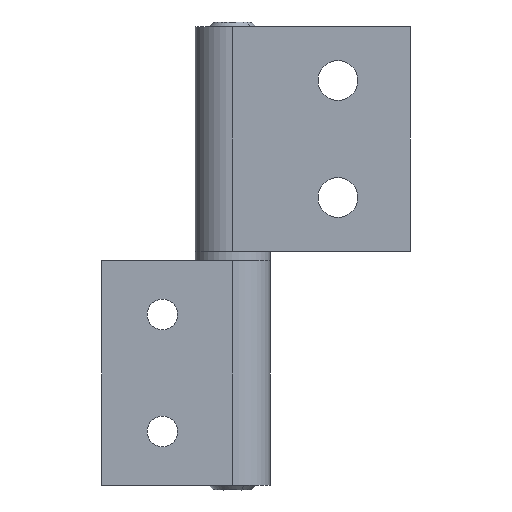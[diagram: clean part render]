
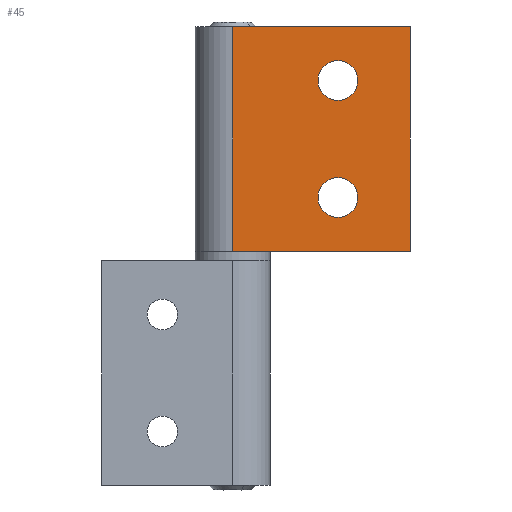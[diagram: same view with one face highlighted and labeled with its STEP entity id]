
A CAD part, front view. The second image highlights one B-rep face of the part: STEP entity #45.
In plain terms, the highlighted planar face has unit normal (0, -1, 0).
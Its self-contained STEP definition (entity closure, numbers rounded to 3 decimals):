
#45 = ADVANCED_FACE ( 'NONE', ( #641, #622, #614 ), #1207, .F. ) ;
#106 = VERTEX_POINT ( 'NONE', #1264 ) ;
#107 = VERTEX_POINT ( 'NONE', #1181 ) ;
#108 = VERTEX_POINT ( 'NONE', #1263 ) ;
#114 = VERTEX_POINT ( 'NONE', #981 ) ;
#190 = VERTEX_POINT ( 'NONE', #1025 ) ;
#192 = VERTEX_POINT ( 'NONE', #1184 ) ;
#226 = EDGE_LOOP ( 'NONE', ( #545, #623 ) ) ;
#235 = EDGE_LOOP ( 'NONE', ( #544, #655, #708, #660 ) ) ;
#278 = EDGE_LOOP ( 'NONE', ( #542, #543 ) ) ;
#301 = VERTEX_POINT ( 'NONE', #1239 ) ;
#343 = VERTEX_POINT ( 'NONE', #1131 ) ;
#362 = LINE ( 'NONE', #711, #365 ) ;
#365 = VECTOR ( 'NONE', #710, 1000. ) ;
#369 = CIRCLE ( 'NONE', #1308, 4.25 ) ;
#374 = VECTOR ( 'NONE', #799, 1000. ) ;
#376 = LINE ( 'NONE', #727, #508 ) ;
#466 = CIRCLE ( 'NONE', #1293, 4.25 ) ;
#503 = VECTOR ( 'NONE', #1004, 1000. ) ;
#508 = VECTOR ( 'NONE', #734, 1000. ) ;
#510 = LINE ( 'NONE', #793, #374 ) ;
#529 = CIRCLE ( 'NONE', #1317, 4.25 ) ;
#542 = ORIENTED_EDGE ( 'NONE', *, *, #1449, .T. ) ;
#543 = ORIENTED_EDGE ( 'NONE', *, *, #1493, .T. ) ;
#544 = ORIENTED_EDGE ( 'NONE', *, *, #1452, .T. ) ;
#545 = ORIENTED_EDGE ( 'NONE', *, *, #1406, .T. ) ;
#546 = LINE ( 'NONE', #994, #503 ) ;
#558 = CIRCLE ( 'NONE', #1339, 4.25 ) ;
#614 = FACE_OUTER_BOUND ( 'NONE', #235, .T. ) ;
#622 = FACE_BOUND ( 'NONE', #226, .T. ) ;
#623 = ORIENTED_EDGE ( 'NONE', *, *, #1472, .T. ) ;
#641 = FACE_BOUND ( 'NONE', #278, .T. ) ;
#655 = ORIENTED_EDGE ( 'NONE', *, *, #1461, .F. ) ;
#660 = ORIENTED_EDGE ( 'NONE', *, *, #1467, .T. ) ;
#708 = ORIENTED_EDGE ( 'NONE', *, *, #1428, .F. ) ;
#710 = DIRECTION ( 'NONE',  ( 0., 0., -1. ) ) ;
#711 = CARTESIAN_POINT ( 'NONE',  ( 8.333, -2.805, 74. ) ) ;
#725 = CARTESIAN_POINT ( 'NONE',  ( 30.833, -2.805, 37.5 ) ) ;
#727 = CARTESIAN_POINT ( 'NONE',  ( 46.333, -2.805, 74. ) ) ;
#734 = DIRECTION ( 'NONE',  ( 0., 0., -1. ) ) ;
#793 = CARTESIAN_POINT ( 'NONE',  ( 8.333, -2.805, 26. ) ) ;
#799 = DIRECTION ( 'NONE',  ( 1., 0., 0. ) ) ;
#802 = DIRECTION ( 'NONE',  ( 0., 0., 1. ) ) ;
#803 = DIRECTION ( 'NONE',  ( 0., 1., 0. ) ) ;
#814 = CARTESIAN_POINT ( 'NONE',  ( 30.833, -2.805, 62.5 ) ) ;
#876 = DIRECTION ( 'NONE',  ( 0., 0., 1. ) ) ;
#877 = DIRECTION ( 'NONE',  ( 0., 1., 0. ) ) ;
#879 = CARTESIAN_POINT ( 'NONE',  ( 30.833, -2.805, 62.5 ) ) ;
#925 = DIRECTION ( 'NONE',  ( 0., 0., 1. ) ) ;
#926 = DIRECTION ( 'NONE',  ( 0., 1., 0. ) ) ;
#981 = CARTESIAN_POINT ( 'NONE',  ( 46.333, -2.805, 26. ) ) ;
#994 = CARTESIAN_POINT ( 'NONE',  ( 8.333, -2.805, 74. ) ) ;
#1004 = DIRECTION ( 'NONE',  ( 1., 0., 0. ) ) ;
#1025 = CARTESIAN_POINT ( 'NONE',  ( 46.333, -2.805, 74. ) ) ;
#1068 = CARTESIAN_POINT ( 'NONE',  ( 8.333, -2.805, 74. ) ) ;
#1120 = DIRECTION ( 'NONE',  ( 0., 0., 1. ) ) ;
#1121 = DIRECTION ( 'NONE',  ( 0., 1., 0. ) ) ;
#1131 = CARTESIAN_POINT ( 'NONE',  ( 8.333, -2.805, 26. ) ) ;
#1156 = CARTESIAN_POINT ( 'NONE',  ( 30.833, -2.805, 37.5 ) ) ;
#1181 = CARTESIAN_POINT ( 'NONE',  ( 30.833, -2.805, 58.25 ) ) ;
#1184 = CARTESIAN_POINT ( 'NONE',  ( 30.833, -2.805, 33.25 ) ) ;
#1202 = DIRECTION ( 'NONE',  ( 0., 0., 1. ) ) ;
#1207 = PLANE ( 'NONE',  #1347 ) ;
#1208 = DIRECTION ( 'NONE',  ( 0., 1., 0. ) ) ;
#1239 = CARTESIAN_POINT ( 'NONE',  ( 8.333, -2.805, 74. ) ) ;
#1263 = CARTESIAN_POINT ( 'NONE',  ( 30.833, -2.805, 41.75 ) ) ;
#1264 = CARTESIAN_POINT ( 'NONE',  ( 30.833, -2.805, 66.75 ) ) ;
#1293 = AXIS2_PLACEMENT_3D ( 'NONE', #879, #877, #876 ) ;
#1308 = AXIS2_PLACEMENT_3D ( 'NONE', #725, #926, #925 ) ;
#1317 = AXIS2_PLACEMENT_3D ( 'NONE', #814, #803, #802 ) ;
#1339 = AXIS2_PLACEMENT_3D ( 'NONE', #1156, #1121, #1120 ) ;
#1347 = AXIS2_PLACEMENT_3D ( 'NONE', #1068, #1208, #1202 ) ;
#1406 = EDGE_CURVE ( 'NONE', #108, #192, #558, .T. ) ;
#1428 = EDGE_CURVE ( 'NONE', #301, #190, #546, .T. ) ;
#1449 = EDGE_CURVE ( 'NONE', #106, #107, #529, .T. ) ;
#1452 = EDGE_CURVE ( 'NONE', #343, #114, #510, .T. ) ;
#1461 = EDGE_CURVE ( 'NONE', #190, #114, #376, .T. ) ;
#1467 = EDGE_CURVE ( 'NONE', #301, #343, #362, .T. ) ;
#1472 = EDGE_CURVE ( 'NONE', #192, #108, #369, .T. ) ;
#1493 = EDGE_CURVE ( 'NONE', #107, #106, #466, .T. ) ;
